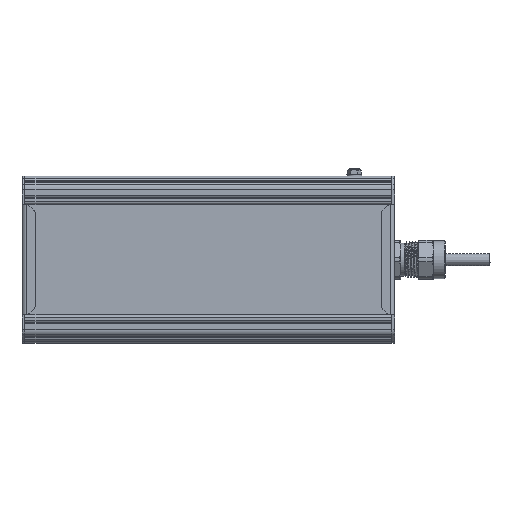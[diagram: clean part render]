
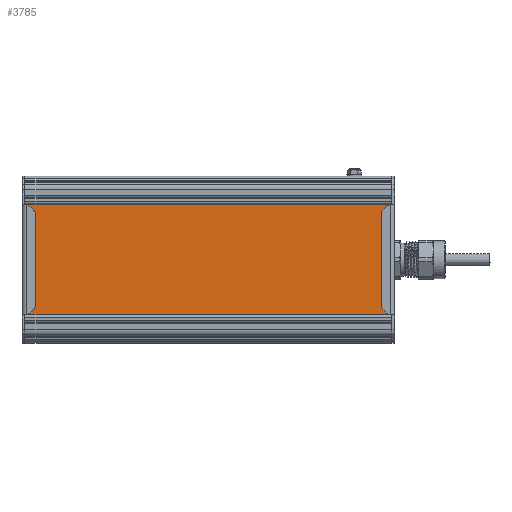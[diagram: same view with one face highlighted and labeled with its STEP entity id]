
A CAD part, front view. The second image highlights one B-rep face of the part: STEP entity #3785.
In plain terms, the highlighted face is planar.
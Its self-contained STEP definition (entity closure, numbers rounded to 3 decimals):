
#3785=ADVANCED_FACE('',(#10395),#10397,.T.);
#10395=FACE_BOUND('',#10396,.T.);
#10396=EDGE_LOOP('',(#35793,#35794,#35795,#35796));
#10397=PLANE('',#10398);
#10398=AXIS2_PLACEMENT_3D('',#10399,#10400,#10401);
#10399=CARTESIAN_POINT('',(120.465,593.492,117.308));
#10400=DIRECTION('',(0.,0.,-1.));
#10401=DIRECTION('',(0.,1.,0.));
#35793=ORIENTED_EDGE('',*,*,#41673,.T.);
#35794=ORIENTED_EDGE('',*,*,#41672,.F.);
#35795=ORIENTED_EDGE('',*,*,#41674,.T.);
#35796=ORIENTED_EDGE('',*,*,#41675,.T.);
#41672=EDGE_CURVE('',#45686,#45684,#45688,.T.);
#41673=EDGE_CURVE('',#45689,#45684,#45690,.T.);
#41674=EDGE_CURVE('',#45686,#45691,#45692,.T.);
#41675=EDGE_CURVE('',#45691,#45689,#45693,.T.);
#45684=VERTEX_POINT('',#57219);
#45686=VERTEX_POINT('',#57223);
#45688=LINE('',#57227,#57228);
#45689=VERTEX_POINT('',#57230);
#45690=LINE('',#57231,#57232);
#45691=VERTEX_POINT('',#57234);
#45692=LINE('',#57235,#57236);
#45693=LINE('',#57238,#57239);
#57219=CARTESIAN_POINT('',(366.465,593.492,117.308));
#57223=CARTESIAN_POINT('',(120.465,593.492,117.308));
#57227=CARTESIAN_POINT('',(120.465,593.492,117.308));
#57228=VECTOR('',#57229,1.);
#57229=DIRECTION('',(1.,0.,0.));
#57230=CARTESIAN_POINT('',(366.465,679.838,117.308));
#57231=CARTESIAN_POINT('',(366.465,679.838,117.308));
#57232=VECTOR('',#57233,1.);
#57233=DIRECTION('',(0.,-1.,0.));
#57234=CARTESIAN_POINT('',(120.465,679.838,117.308));
#57235=CARTESIAN_POINT('',(120.465,593.492,117.308));
#57236=VECTOR('',#57237,1.);
#57237=DIRECTION('',(0.,1.,0.));
#57238=CARTESIAN_POINT('',(120.465,679.838,117.308));
#57239=VECTOR('',#57240,1.);
#57240=DIRECTION('',(1.,0.,0.));
